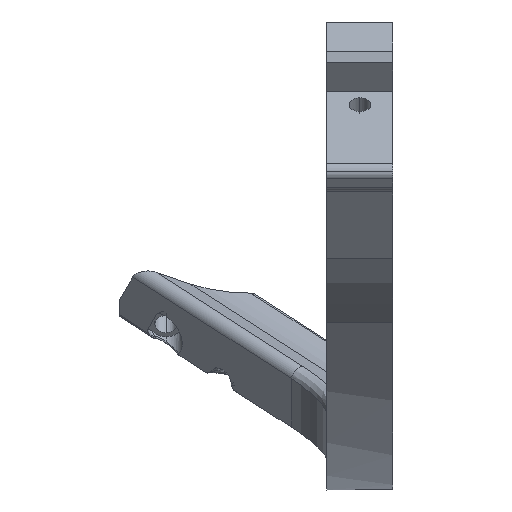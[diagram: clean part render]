
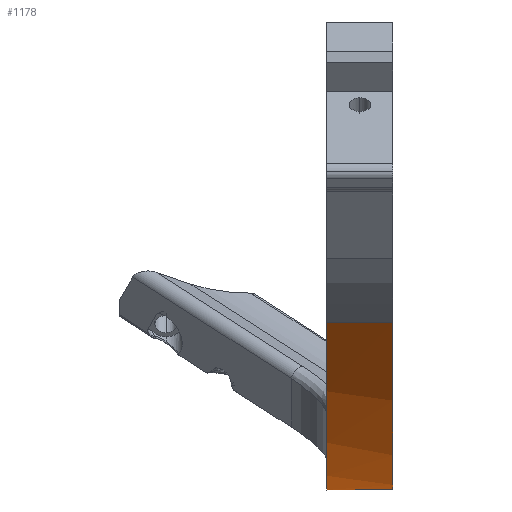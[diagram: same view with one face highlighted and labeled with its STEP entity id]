
A CAD part, top view. The second image highlights one B-rep face of the part: STEP entity #1178.
In plain terms, the highlighted cylindrical face has radius 241.476 mm (diameter 482.953 mm), a partial arc.
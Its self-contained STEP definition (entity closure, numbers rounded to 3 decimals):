
#11 = DIRECTION ( 'NONE',  ( 0., 0., 1. ) ) ;
#19 = DIRECTION ( 'NONE',  ( -1., 0., 0. ) ) ;
#37 = ORIENTED_EDGE ( 'NONE', *, *, #2511, .T. ) ;
#391 = AXIS2_PLACEMENT_3D ( 'NONE', #3125, #2803, #2265 ) ;
#452 = CIRCLE ( 'NONE', #391, 241.476 ) ;
#554 = CARTESIAN_POINT ( 'NONE',  ( 0., 30.374, 192.421 ) ) ;
#636 = VERTEX_POINT ( 'NONE', #554 ) ;
#707 = VERTEX_POINT ( 'NONE', #2844 ) ;
#730 = AXIS2_PLACEMENT_3D ( 'NONE', #1113, #1878, #11 ) ;
#1004 = DIRECTION ( 'NONE',  ( -1., 0., 0. ) ) ;
#1113 = CARTESIAN_POINT ( 'NONE',  ( 12., 241.476, 75.176 ) ) ;
#1115 = VERTEX_POINT ( 'NONE', #1657 ) ;
#1140 = EDGE_CURVE ( 'NONE', #2977, #636, #1974, .T. ) ;
#1178 = ADVANCED_FACE ( 'Fl�che12', ( #1386 ), #3024, .T. ) ;
#1287 = CARTESIAN_POINT ( 'NONE',  ( 12., 12.741, -2.226 ) ) ;
#1386 = FACE_OUTER_BOUND ( 'NONE', #1932, .T. ) ;
#1401 = CARTESIAN_POINT ( 'NONE',  ( 0., 241.476, 75.176 ) ) ;
#1421 = DIRECTION ( 'NONE',  ( -1., 0., 0. ) ) ;
#1445 = ORIENTED_EDGE ( 'NONE', *, *, #1454, .F. ) ;
#1454 = EDGE_CURVE ( 'NONE', #707, #1549, #1574, .T. ) ;
#1549 = VERTEX_POINT ( 'NONE', #2313 ) ;
#1574 = LINE ( 'NONE', #1287, #2370 ) ;
#1657 = CARTESIAN_POINT ( 'NONE',  ( 0., 5.439, 24.213 ) ) ;
#1671 = ORIENTED_EDGE ( 'NONE', *, *, #1140, .T. ) ;
#1713 = DIRECTION ( 'NONE',  ( 0., 0., 1. ) ) ;
#1773 = ORIENTED_EDGE ( 'NONE', *, *, #2469, .F. ) ;
#1878 = DIRECTION ( 'NONE',  ( 1., 0., 0. ) ) ;
#1916 = CIRCLE ( 'NONE', #730, 241.476 ) ;
#1932 = EDGE_LOOP ( 'NONE', ( #1773, #1671, #37, #3374, #1445 ) ) ;
#1974 = LINE ( 'NONE', #3011, #2030 ) ;
#2030 = VECTOR ( 'NONE', #19, 1000. ) ;
#2265 = DIRECTION ( 'NONE',  ( 0., 0., 1. ) ) ;
#2276 = CIRCLE ( 'NONE', #2908, 241.476 ) ;
#2313 = CARTESIAN_POINT ( 'NONE',  ( 0., 12.741, -2.226 ) ) ;
#2370 = VECTOR ( 'NONE', #1004, 1000. ) ;
#2469 = EDGE_CURVE ( 'NONE', #2977, #707, #1916, .T. ) ;
#2500 = DIRECTION ( 'NONE',  ( 0., 0., 1. ) ) ;
#2511 = EDGE_CURVE ( 'Kante3', #636, #1115, #452, .T. ) ;
#2518 = CARTESIAN_POINT ( 'NONE',  ( 12., 241.476, 75.176 ) ) ;
#2521 = CARTESIAN_POINT ( 'NONE',  ( 12., 30.374, 192.421 ) ) ;
#2803 = DIRECTION ( 'NONE',  ( 1., 0., 0. ) ) ;
#2844 = CARTESIAN_POINT ( 'NONE',  ( 12., 12.741, -2.226 ) ) ;
#2908 = AXIS2_PLACEMENT_3D ( 'NONE', #1401, #1421, #2500 ) ;
#2977 = VERTEX_POINT ( 'NONE', #2521 ) ;
#3011 = CARTESIAN_POINT ( 'NONE',  ( 12., 30.374, 192.421 ) ) ;
#3024 = CYLINDRICAL_SURFACE ( 'NONE', #3448, 241.476 ) ;
#3125 = CARTESIAN_POINT ( 'NONE',  ( 0., 241.476, 75.176 ) ) ;
#3261 = DIRECTION ( 'NONE',  ( -1., 0., 0. ) ) ;
#3355 = EDGE_CURVE ( 'NONE', #1549, #1115, #2276, .T. ) ;
#3374 = ORIENTED_EDGE ( 'NONE', *, *, #3355, .F. ) ;
#3448 = AXIS2_PLACEMENT_3D ( 'NONE', #2518, #3261, #1713 ) ;
